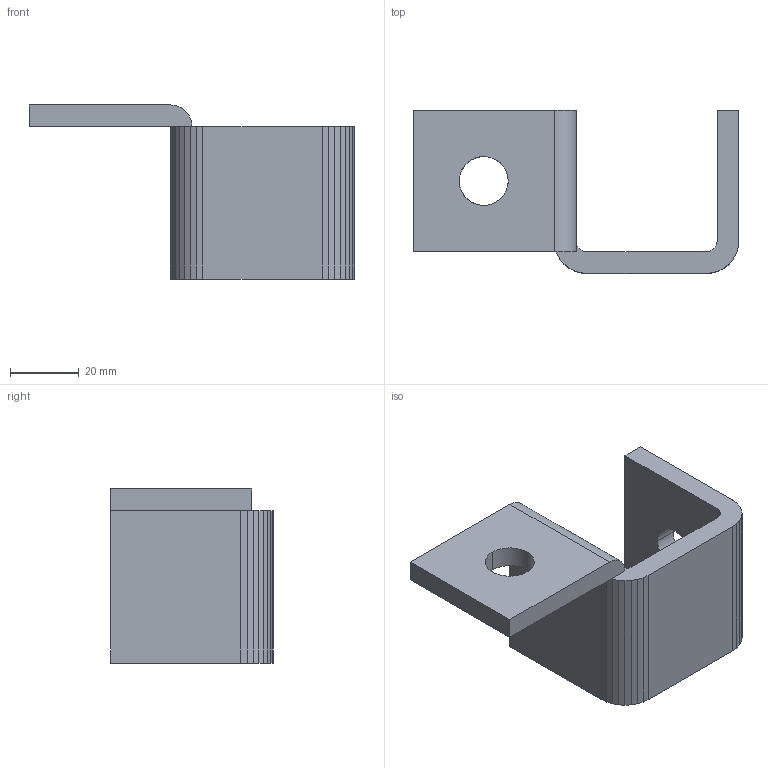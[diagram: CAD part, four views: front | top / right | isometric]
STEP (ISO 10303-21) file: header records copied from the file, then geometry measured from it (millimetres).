
FILE_DESCRIPTION(('TurboCAD Mac Pro'),'Build 980');
FILE_NAME('P2472L.stp',' ',(''),(''),'ACIS Interop','IMSI','TurboCAD Mac Pro BY IMSI, INCORPORATED');
FILE_SCHEMA(('automotive_design'));
Length unit declared in the file: inch
Products named in the file (1): 1
Bounding box: 95.07 x 47.54 x 50.8 mm (x, y, z)
Volume: 46873.7 mm3; surface area: 18170.6 mm2
Topology: 1 solids, 1 shells, 55 faces, 157 edges, 104 vertices
Faces by surface type: plane 46, bspline 8, cylinder 1
Entity records: 2341 total; most frequent: CARTESIAN_POINT 485, ORIENTED_EDGE 314, DIRECTION 239, EDGE_CURVE 157, LINE 139, VECTOR 139, VERTEX_POINT 104, EDGE_LOOP 59
